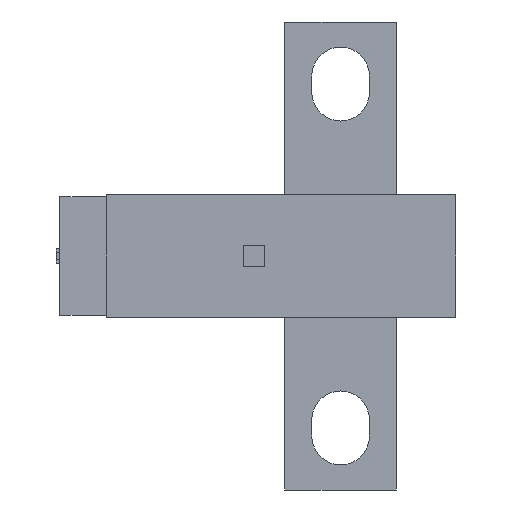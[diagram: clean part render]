
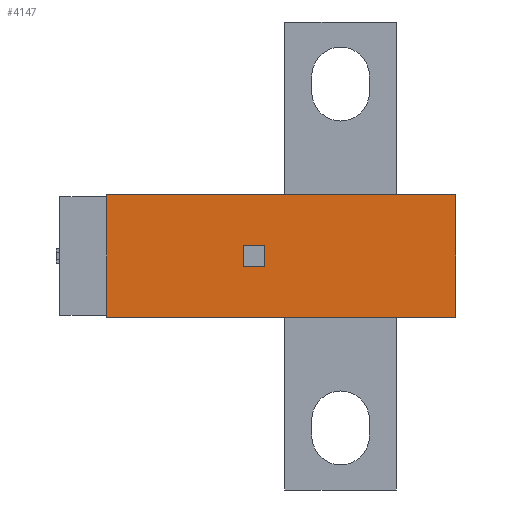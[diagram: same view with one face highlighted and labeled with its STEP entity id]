
A CAD part, left-side view. The second image highlights one B-rep face of the part: STEP entity #4147.
In plain terms, the highlighted planar face has unit normal (-1, 0, 0).
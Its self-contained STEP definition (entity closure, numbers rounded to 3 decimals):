
#40 = LINE ( 'NONE', #41, #42 ) ;
#41 = CARTESIAN_POINT ( 'NONE',  ( -13.7, 13., 13.4 ) ) ;
#42 = VECTOR ( 'NONE', #43, 1000. ) ;
#43 = DIRECTION ( 'NONE',  ( 0., 0., 1. ) ) ;
#82 = LINE ( 'NONE', #83, #84 ) ;
#83 = CARTESIAN_POINT ( 'NONE',  ( -13.7, 4.2, 10.6 ) ) ;
#84 = VECTOR ( 'NONE', #85, 1000. ) ;
#85 = DIRECTION ( 'NONE',  ( 0., 0., 1. ) ) ;
#93 = EDGE_CURVE ( 'NONE', #687, #1091, #40, .T. ) ;
#220 = EDGE_CURVE ( 'NONE', #2991, #4025, #82, .T. ) ;
#228 = LINE ( 'NONE', #229, #230 ) ;
#229 = CARTESIAN_POINT ( 'NONE',  ( -13.7, 5.4, 10.6 ) ) ;
#230 = VECTOR ( 'NONE', #231, 1000. ) ;
#231 = DIRECTION ( 'NONE',  ( 0., 1., 0. ) ) ;
#236 = CARTESIAN_POINT ( 'NONE',  ( -13.7, 13., 6.6 ) ) ;
#273 = LINE ( 'NONE', #274, #275 ) ;
#274 = CARTESIAN_POINT ( 'NONE',  ( -13.7, 5.4, 10.6 ) ) ;
#275 = VECTOR ( 'NONE', #276, 1000. ) ;
#276 = DIRECTION ( 'NONE',  ( 0., 0., -1. ) ) ;
#348 = CARTESIAN_POINT ( 'NONE',  ( -13.7, 13., 13.4 ) ) ;
#408 = ORIENTED_EDGE ( 'NONE', *, *, #220, .F. ) ;
#642 = LINE ( 'NONE', #643, #644 ) ;
#643 = CARTESIAN_POINT ( 'NONE',  ( -13.7, -6.4, 13.4 ) ) ;
#644 = VECTOR ( 'NONE', #645, 1000. ) ;
#645 = DIRECTION ( 'NONE',  ( 0., 0., -1. ) ) ;
#652 = EDGE_CURVE ( 'NONE', #4025, #4053, #228, .T. ) ;
#687 = VERTEX_POINT ( 'NONE', #236 ) ;
#775 = EDGE_CURVE ( 'NONE', #4053, #3643, #273, .T. ) ;
#1091 = VERTEX_POINT ( 'NONE', #348 ) ;
#1159 = LINE ( 'NONE', #1160, #1161 ) ;
#1160 = CARTESIAN_POINT ( 'NONE',  ( -13.7, 15.6, 6.6 ) ) ;
#1161 = VECTOR ( 'NONE', #1162, 1000. ) ;
#1162 = DIRECTION ( 'NONE',  ( 0., -1., 0. ) ) ;
#1369 = LINE ( 'NONE', #1370, #1371 ) ;
#1370 = CARTESIAN_POINT ( 'NONE',  ( -13.7, 15.6, 13.4 ) ) ;
#1371 = VECTOR ( 'NONE', #1372, 1000. ) ;
#1372 = DIRECTION ( 'NONE',  ( 0., -1., 0. ) ) ;
#1551 = EDGE_CURVE ( 'NONE', #4092, #4081, #642, .T. ) ;
#1625 = LINE ( 'NONE', #1626, #1627 ) ;
#1626 = CARTESIAN_POINT ( 'NONE',  ( -13.7, 5.4, 9.4 ) ) ;
#1627 = VECTOR ( 'NONE', #1628, 1000. ) ;
#1628 = DIRECTION ( 'NONE',  ( 0., -1., 0. ) ) ;
#2014 = CARTESIAN_POINT ( 'NONE',  ( -13.7, 4.2, 10.6 ) ) ;
#2021 = CARTESIAN_POINT ( 'NONE',  ( -13.7, 4.2, 9.4 ) ) ;
#2132 = CARTESIAN_POINT ( 'NONE',  ( -13.7, 5.4, 9.4 ) ) ;
#2169 = CARTESIAN_POINT ( 'NONE',  ( -13.7, 5.4, 10.6 ) ) ;
#2330 = CARTESIAN_POINT ( 'NONE',  ( -13.7, -6.4, 6.6 ) ) ;
#2370 = CARTESIAN_POINT ( 'NONE',  ( -13.7, -6.4, 13.4 ) ) ;
#2560 = FACE_BOUND ( 'NONE', #3593, .T. ) ;
#2561 = FACE_OUTER_BOUND ( 'NONE', #4159, .T. ) ;
#2562 = PLANE ( 'NONE',  #2563 ) ;
#2563 = AXIS2_PLACEMENT_3D ( 'NONE', #2564, #2565, #2566 ) ;
#2564 = CARTESIAN_POINT ( 'NONE',  ( -13.7, 15.6, 13.4 ) ) ;
#2565 = DIRECTION ( 'NONE',  ( 1., 0., 0. ) ) ;
#2566 = DIRECTION ( 'NONE',  ( 0., 1., 0. ) ) ;
#2991 = VERTEX_POINT ( 'NONE', #2021 ) ;
#3210 = ORIENTED_EDGE ( 'NONE', *, *, #3495, .F. ) ;
#3352 = EDGE_CURVE ( 'NONE', #687, #4081, #1159, .T. ) ;
#3401 = ORIENTED_EDGE ( 'NONE', *, *, #93, .F. ) ;
#3431 = ORIENTED_EDGE ( 'NONE', *, *, #1551, .F. ) ;
#3453 = ORIENTED_EDGE ( 'NONE', *, *, #652, .F. ) ;
#3460 = ORIENTED_EDGE ( 'NONE', *, *, #775, .F. ) ;
#3495 = EDGE_CURVE ( 'NONE', #3643, #2991, #1625, .T. ) ;
#3593 = EDGE_LOOP ( 'NONE', ( #3460, #3453, #408, #3210 ) ) ;
#3643 = VERTEX_POINT ( 'NONE', #2132 ) ;
#3757 = ORIENTED_EDGE ( 'NONE', *, *, #3951, .F. ) ;
#3906 = ORIENTED_EDGE ( 'NONE', *, *, #3352, .T. ) ;
#3951 = EDGE_CURVE ( 'NONE', #1091, #4092, #1369, .T. ) ;
#4025 = VERTEX_POINT ( 'NONE', #2014 ) ;
#4053 = VERTEX_POINT ( 'NONE', #2169 ) ;
#4081 = VERTEX_POINT ( 'NONE', #2330 ) ;
#4092 = VERTEX_POINT ( 'NONE', #2370 ) ;
#4147 = ADVANCED_FACE ( 'NONE', ( #2560, #2561 ), #2562, .F. ) ;
#4159 = EDGE_LOOP ( 'NONE', ( #3401, #3906, #3431, #3757 ) ) ;
